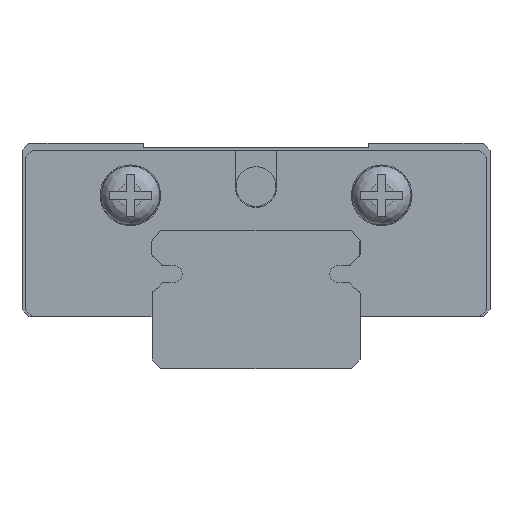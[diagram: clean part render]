
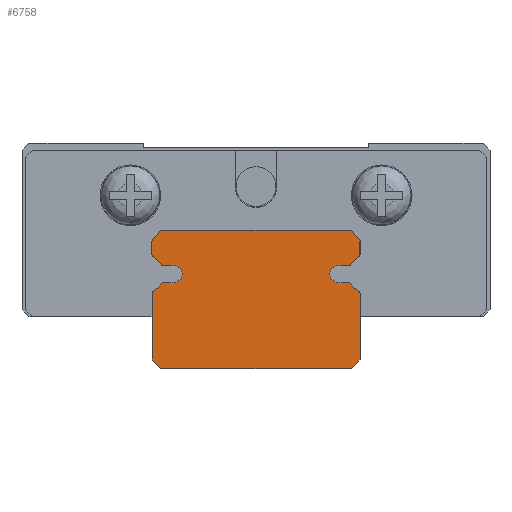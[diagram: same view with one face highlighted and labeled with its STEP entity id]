
A CAD part, front view. The second image highlights one B-rep face of the part: STEP entity #6758.
In plain terms, the highlighted planar face has unit normal (0, -1, 0).
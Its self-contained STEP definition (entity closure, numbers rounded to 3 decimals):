
#412=PLANE('',#7380);
#871=FACE_OUTER_BOUND('',#1264,.T.);
#1264=EDGE_LOOP('',(#6237,#6238,#6239,#6240,#6241,#6242,#6243,#6244,#6245,
#6246,#6247,#6248,#6249,#6250,#6251,#6252,#6253,#6254,#6255,#6256,#6257,
#6258,#6259,#6260,#6261,#6262,#6263,#6264));
#1859=LINE('',#11333,#2496);
#1888=LINE('',#11515,#2525);
#1889=LINE('',#11517,#2526);
#1890=LINE('',#11519,#2527);
#1891=LINE('',#11527,#2528);
#1892=LINE('',#11531,#2529);
#1893=LINE('',#11539,#2530);
#1894=LINE('',#11540,#2531);
#1895=LINE('',#11542,#2532);
#1896=LINE('',#11544,#2533);
#1897=LINE('',#11552,#2534);
#1898=LINE('',#11556,#2535);
#1899=LINE('',#11564,#2536);
#1900=LINE('',#11565,#2537);
#2496=VECTOR('',#8956,10.);
#2525=VECTOR('',#9175,10.);
#2526=VECTOR('',#9176,10.);
#2527=VECTOR('',#9177,10.);
#2528=VECTOR('',#9184,10.);
#2529=VECTOR('',#9187,10.);
#2530=VECTOR('',#9194,10.);
#2531=VECTOR('',#9195,10.);
#2532=VECTOR('',#9196,10.);
#2533=VECTOR('',#9197,10.);
#2534=VECTOR('',#9204,10.);
#2535=VECTOR('',#9207,10.);
#2536=VECTOR('',#9214,10.);
#2537=VECTOR('',#9215,10.);
#2826=CIRCLE('',#7381,0.16);
#2827=CIRCLE('',#7382,1.14);
#2828=CIRCLE('',#7383,0.16);
#2829=CIRCLE('',#7384,0.5);
#2830=CIRCLE('',#7385,0.16);
#2831=CIRCLE('',#7386,1.14);
#2832=CIRCLE('',#7387,0.16);
#2833=CIRCLE('',#7388,0.16);
#2834=CIRCLE('',#7389,1.14);
#2835=CIRCLE('',#7390,0.16);
#2836=CIRCLE('',#7391,0.5);
#2837=CIRCLE('',#7392,0.16);
#2838=CIRCLE('',#7393,1.14);
#2839=CIRCLE('',#7394,0.16);
#3389=VERTEX_POINT('',#11326);
#3392=VERTEX_POINT('',#11331);
#3449=VERTEX_POINT('',#11513);
#3450=VERTEX_POINT('',#11514);
#3451=VERTEX_POINT('',#11516);
#3452=VERTEX_POINT('',#11518);
#3453=VERTEX_POINT('',#11520);
#3454=VERTEX_POINT('',#11522);
#3455=VERTEX_POINT('',#11524);
#3456=VERTEX_POINT('',#11526);
#3457=VERTEX_POINT('',#11528);
#3458=VERTEX_POINT('',#11530);
#3459=VERTEX_POINT('',#11532);
#3460=VERTEX_POINT('',#11534);
#3461=VERTEX_POINT('',#11536);
#3462=VERTEX_POINT('',#11538);
#3463=VERTEX_POINT('',#11541);
#3464=VERTEX_POINT('',#11543);
#3465=VERTEX_POINT('',#11545);
#3466=VERTEX_POINT('',#11547);
#3467=VERTEX_POINT('',#11549);
#3468=VERTEX_POINT('',#11551);
#3469=VERTEX_POINT('',#11553);
#3470=VERTEX_POINT('',#11555);
#3471=VERTEX_POINT('',#11557);
#3472=VERTEX_POINT('',#11559);
#3473=VERTEX_POINT('',#11561);
#3474=VERTEX_POINT('',#11563);
#4306=EDGE_CURVE('',#3389,#3392,#1859,.T.);
#4391=EDGE_CURVE('',#3449,#3450,#1888,.T.);
#4392=EDGE_CURVE('',#3450,#3451,#1889,.T.);
#4393=EDGE_CURVE('',#3451,#3452,#1890,.T.);
#4394=EDGE_CURVE('',#3452,#3453,#2826,.T.);
#4395=EDGE_CURVE('',#3453,#3454,#2827,.T.);
#4396=EDGE_CURVE('',#3454,#3455,#2828,.T.);
#4397=EDGE_CURVE('',#3455,#3456,#1891,.T.);
#4398=EDGE_CURVE('',#3456,#3457,#2829,.T.);
#4399=EDGE_CURVE('',#3457,#3458,#1892,.T.);
#4400=EDGE_CURVE('',#3458,#3459,#2830,.T.);
#4401=EDGE_CURVE('',#3459,#3460,#2831,.T.);
#4402=EDGE_CURVE('',#3460,#3461,#2832,.T.);
#4403=EDGE_CURVE('',#3461,#3462,#1893,.T.);
#4404=EDGE_CURVE('',#3462,#3389,#1894,.T.);
#4405=EDGE_CURVE('',#3392,#3463,#1895,.T.);
#4406=EDGE_CURVE('',#3463,#3464,#1896,.T.);
#4407=EDGE_CURVE('',#3464,#3465,#2833,.T.);
#4408=EDGE_CURVE('',#3465,#3466,#2834,.T.);
#4409=EDGE_CURVE('',#3466,#3467,#2835,.T.);
#4410=EDGE_CURVE('',#3467,#3468,#1897,.T.);
#4411=EDGE_CURVE('',#3468,#3469,#2836,.T.);
#4412=EDGE_CURVE('',#3469,#3470,#1898,.T.);
#4413=EDGE_CURVE('',#3470,#3471,#2837,.T.);
#4414=EDGE_CURVE('',#3471,#3472,#2838,.T.);
#4415=EDGE_CURVE('',#3472,#3473,#2839,.T.);
#4416=EDGE_CURVE('',#3473,#3474,#1899,.T.);
#4417=EDGE_CURVE('',#3474,#3449,#1900,.T.);
#6237=ORIENTED_EDGE('',*,*,#4391,.T.);
#6238=ORIENTED_EDGE('',*,*,#4392,.T.);
#6239=ORIENTED_EDGE('',*,*,#4393,.T.);
#6240=ORIENTED_EDGE('',*,*,#4394,.T.);
#6241=ORIENTED_EDGE('',*,*,#4395,.T.);
#6242=ORIENTED_EDGE('',*,*,#4396,.T.);
#6243=ORIENTED_EDGE('',*,*,#4397,.T.);
#6244=ORIENTED_EDGE('',*,*,#4398,.T.);
#6245=ORIENTED_EDGE('',*,*,#4399,.T.);
#6246=ORIENTED_EDGE('',*,*,#4400,.T.);
#6247=ORIENTED_EDGE('',*,*,#4401,.T.);
#6248=ORIENTED_EDGE('',*,*,#4402,.T.);
#6249=ORIENTED_EDGE('',*,*,#4403,.T.);
#6250=ORIENTED_EDGE('',*,*,#4404,.T.);
#6251=ORIENTED_EDGE('',*,*,#4306,.T.);
#6252=ORIENTED_EDGE('',*,*,#4405,.T.);
#6253=ORIENTED_EDGE('',*,*,#4406,.T.);
#6254=ORIENTED_EDGE('',*,*,#4407,.T.);
#6255=ORIENTED_EDGE('',*,*,#4408,.T.);
#6256=ORIENTED_EDGE('',*,*,#4409,.T.);
#6257=ORIENTED_EDGE('',*,*,#4410,.T.);
#6258=ORIENTED_EDGE('',*,*,#4411,.T.);
#6259=ORIENTED_EDGE('',*,*,#4412,.T.);
#6260=ORIENTED_EDGE('',*,*,#4413,.T.);
#6261=ORIENTED_EDGE('',*,*,#4414,.T.);
#6262=ORIENTED_EDGE('',*,*,#4415,.T.);
#6263=ORIENTED_EDGE('',*,*,#4416,.T.);
#6264=ORIENTED_EDGE('',*,*,#4417,.T.);
#6758=ADVANCED_FACE('',(#871),#412,.F.);
#7380=AXIS2_PLACEMENT_3D('',#11512,#9173,#9174);
#7381=AXIS2_PLACEMENT_3D('',#11521,#9178,#9179);
#7382=AXIS2_PLACEMENT_3D('',#11523,#9180,#9181);
#7383=AXIS2_PLACEMENT_3D('',#11525,#9182,#9183);
#7384=AXIS2_PLACEMENT_3D('',#11529,#9185,#9186);
#7385=AXIS2_PLACEMENT_3D('',#11533,#9188,#9189);
#7386=AXIS2_PLACEMENT_3D('',#11535,#9190,#9191);
#7387=AXIS2_PLACEMENT_3D('',#11537,#9192,#9193);
#7388=AXIS2_PLACEMENT_3D('',#11546,#9198,#9199);
#7389=AXIS2_PLACEMENT_3D('',#11548,#9200,#9201);
#7390=AXIS2_PLACEMENT_3D('',#11550,#9202,#9203);
#7391=AXIS2_PLACEMENT_3D('',#11554,#9205,#9206);
#7392=AXIS2_PLACEMENT_3D('',#11558,#9208,#9209);
#7393=AXIS2_PLACEMENT_3D('',#11560,#9210,#9211);
#7394=AXIS2_PLACEMENT_3D('',#11562,#9212,#9213);
#8956=DIRECTION('',(-1.,0.,0.));
#9173=DIRECTION('center_axis',(0.,1.,0.));
#9174=DIRECTION('ref_axis',(1.,0.,0.));
#9175=DIRECTION('',(1.,0.,0.));
#9176=DIRECTION('',(0.707,0.,0.707));
#9177=DIRECTION('',(0.,0.,1.));
#9178=DIRECTION('center_axis',(0.,-1.,0.));
#9179=DIRECTION('ref_axis',(0.489,0.,0.872));
#9180=DIRECTION('center_axis',(0.,1.,0.));
#9181=DIRECTION('ref_axis',(-0.489,0.,-0.872));
#9182=DIRECTION('center_axis',(0.,-1.,0.));
#9183=DIRECTION('ref_axis',(0.,0.,1.));
#9184=DIRECTION('',(-1.,0.,0.));
#9185=DIRECTION('center_axis',(0.,1.,0.));
#9186=DIRECTION('ref_axis',(0.31,0.,-0.951));
#9187=DIRECTION('',(1.,0.,0.));
#9188=DIRECTION('center_axis',(0.,-1.,0.));
#9189=DIRECTION('ref_axis',(0.872,0.,-0.489));
#9190=DIRECTION('center_axis',(0.,1.,0.));
#9191=DIRECTION('ref_axis',(-0.872,0.,0.489));
#9192=DIRECTION('center_axis',(0.,-1.,0.));
#9193=DIRECTION('ref_axis',(1.,0.,0.));
#9194=DIRECTION('',(0.,0.,1.));
#9195=DIRECTION('',(-0.648,0.,0.762));
#9196=DIRECTION('',(-0.648,0.,-0.762));
#9197=DIRECTION('',(0.,0.,-1.));
#9198=DIRECTION('center_axis',(0.,-1.,0.));
#9199=DIRECTION('ref_axis',(-0.489,0.,-0.872));
#9200=DIRECTION('center_axis',(0.,1.,0.));
#9201=DIRECTION('ref_axis',(0.489,0.,0.872));
#9202=DIRECTION('center_axis',(0.,-1.,0.));
#9203=DIRECTION('ref_axis',(0.,0.,-1.));
#9204=DIRECTION('',(1.,0.,0.));
#9205=DIRECTION('center_axis',(0.,1.,0.));
#9206=DIRECTION('ref_axis',(-0.31,0.,0.951));
#9207=DIRECTION('',(-1.,0.,0.));
#9208=DIRECTION('center_axis',(0.,-1.,0.));
#9209=DIRECTION('ref_axis',(-0.872,0.,0.489));
#9210=DIRECTION('center_axis',(0.,1.,0.));
#9211=DIRECTION('ref_axis',(0.872,0.,-0.489));
#9212=DIRECTION('center_axis',(0.,-1.,0.));
#9213=DIRECTION('ref_axis',(-1.,0.,0.));
#9214=DIRECTION('',(0.,0.,-1.));
#9215=DIRECTION('',(0.707,0.,-0.707));
#11326=CARTESIAN_POINT('',(5.5,-125.,8.));
#11331=CARTESIAN_POINT('',(-5.5,-125.,8.));
#11333=CARTESIAN_POINT('',(5.5,-125.,8.));
#11512=CARTESIAN_POINT('Origin',(0.,-125.,4.));
#11513=CARTESIAN_POINT('',(-5.5,-125.,0.));
#11514=CARTESIAN_POINT('',(5.5,-125.,0.));
#11515=CARTESIAN_POINT('',(5.5,-125.,0.));
#11516=CARTESIAN_POINT('',(6.,-125.,0.5));
#11517=CARTESIAN_POINT('',(5.5,-125.,0.));
#11518=CARTESIAN_POINT('',(6.,-125.,4.322));
#11519=CARTESIAN_POINT('',(6.,-125.,0.5));
#11520=CARTESIAN_POINT('',(5.918,-125.,4.461));
#11521=CARTESIAN_POINT('Origin',(5.84,-125.,4.322));
#11522=CARTESIAN_POINT('',(5.481,-125.,4.899));
#11523=CARTESIAN_POINT('Origin',(6.475,-125.,5.456));
#11524=CARTESIAN_POINT('',(5.341,-125.,4.981));
#11525=CARTESIAN_POINT('Origin',(5.341,-125.,4.821));
#11526=CARTESIAN_POINT('',(4.919,-125.,4.981));
#11527=CARTESIAN_POINT('',(5.341,-125.,4.981));
#11528=CARTESIAN_POINT('',(4.919,-125.,5.931));
#11529=CARTESIAN_POINT('Origin',(4.764,-125.,5.456));
#11530=CARTESIAN_POINT('',(5.341,-125.,5.931));
#11531=CARTESIAN_POINT('',(5.341,-125.,5.931));
#11532=CARTESIAN_POINT('',(5.481,-125.,6.013));
#11533=CARTESIAN_POINT('Origin',(5.341,-125.,6.091));
#11534=CARTESIAN_POINT('',(5.918,-125.,6.451));
#11535=CARTESIAN_POINT('Origin',(6.475,-125.,5.456));
#11536=CARTESIAN_POINT('',(6.,-125.,6.59));
#11537=CARTESIAN_POINT('Origin',(5.84,-125.,6.59));
#11538=CARTESIAN_POINT('',(6.,-125.,7.412));
#11539=CARTESIAN_POINT('',(6.,-125.,6.59));
#11540=CARTESIAN_POINT('',(6.,-125.,7.412));
#11541=CARTESIAN_POINT('',(-6.,-125.,7.412));
#11542=CARTESIAN_POINT('',(-6.,-125.,7.412));
#11543=CARTESIAN_POINT('',(-6.,-125.,6.59));
#11544=CARTESIAN_POINT('',(-6.,-125.,6.59));
#11545=CARTESIAN_POINT('',(-5.918,-125.,6.451));
#11546=CARTESIAN_POINT('Origin',(-5.84,-125.,6.59));
#11547=CARTESIAN_POINT('',(-5.481,-125.,6.013));
#11548=CARTESIAN_POINT('Origin',(-6.475,-125.,5.456));
#11549=CARTESIAN_POINT('',(-5.341,-125.,5.931));
#11550=CARTESIAN_POINT('Origin',(-5.341,-125.,6.091));
#11551=CARTESIAN_POINT('',(-4.919,-125.,5.931));
#11552=CARTESIAN_POINT('',(-4.919,-125.,5.931));
#11553=CARTESIAN_POINT('',(-4.919,-125.,4.981));
#11554=CARTESIAN_POINT('Origin',(-4.764,-125.,5.456));
#11555=CARTESIAN_POINT('',(-5.341,-125.,4.981));
#11556=CARTESIAN_POINT('',(-4.919,-125.,4.981));
#11557=CARTESIAN_POINT('',(-5.481,-125.,4.899));
#11558=CARTESIAN_POINT('Origin',(-5.341,-125.,4.821));
#11559=CARTESIAN_POINT('',(-5.918,-125.,4.461));
#11560=CARTESIAN_POINT('Origin',(-6.475,-125.,5.456));
#11561=CARTESIAN_POINT('',(-6.,-125.,4.322));
#11562=CARTESIAN_POINT('Origin',(-5.84,-125.,4.322));
#11563=CARTESIAN_POINT('',(-6.,-125.,0.5));
#11564=CARTESIAN_POINT('',(-6.,-125.,0.5));
#11565=CARTESIAN_POINT('',(-5.5,-125.,0.));
